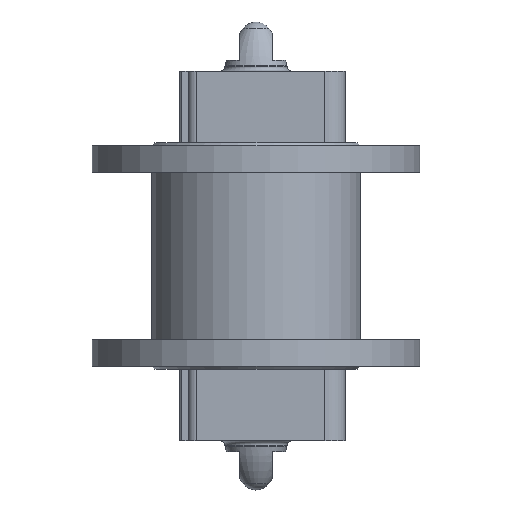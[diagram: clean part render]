
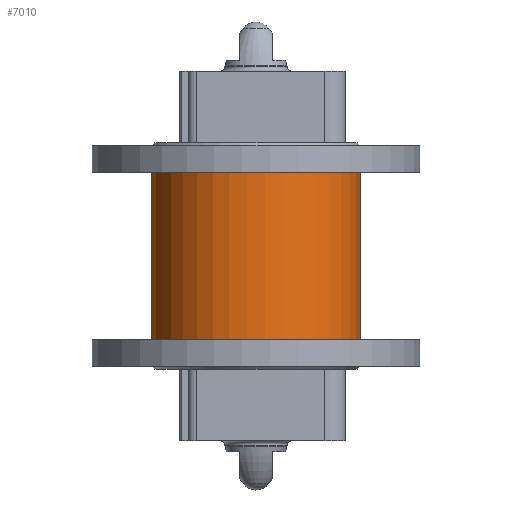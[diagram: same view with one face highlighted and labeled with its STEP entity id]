
A CAD part, front view. The second image highlights one B-rep face of the part: STEP entity #7010.
In plain terms, the highlighted cylindrical face has radius 70 mm (diameter 140 mm), a partial arc.
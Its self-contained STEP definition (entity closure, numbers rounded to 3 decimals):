
#257=CIRCLE('',#7553,70.);
#266=CIRCLE('',#7563,70.);
#561=CYLINDRICAL_SURFACE('',#7589,70.);
#901=ORIENTED_EDGE('',*,*,#2741,.F.);
#902=ORIENTED_EDGE('',*,*,#2707,.F.);
#903=ORIENTED_EDGE('',*,*,#2742,.F.);
#904=ORIENTED_EDGE('',*,*,#2696,.T.);
#2696=EDGE_CURVE('',#3611,#3610,#257,.T.);
#2707=EDGE_CURVE('',#3620,#3621,#266,.T.);
#2741=EDGE_CURVE('',#3621,#3610,#4329,.F.);
#2742=EDGE_CURVE('',#3611,#3620,#4330,.T.);
#3610=VERTEX_POINT('',#10713);
#3611=VERTEX_POINT('',#10715);
#3620=VERTEX_POINT('',#10736);
#3621=VERTEX_POINT('',#10737);
#4329=LINE('',#10800,#4919);
#4330=LINE('',#10801,#4920);
#4919=VECTOR('',#8592,1000.);
#4920=VECTOR('',#8593,1000.);
#5448=EDGE_LOOP('',(#901,#902,#903,#904));
#6118=FACE_BOUND('',#5448,.T.);
#7010=ADVANCED_FACE('',(#6118),#561,.T.);
#7553=AXIS2_PLACEMENT_3D('',#10714,#8504,#8505);
#7563=AXIS2_PLACEMENT_3D('',#10735,#8526,#8527);
#7589=AXIS2_PLACEMENT_3D('',#10799,#8590,#8591);
#8504=DIRECTION('',(0.,0.,-1.));
#8505=DIRECTION('',(-1.,0.,0.));
#8526=DIRECTION('',(0.,0.,-1.));
#8527=DIRECTION('',(-1.,0.,0.));
#8590=DIRECTION('',(0.,0.,-1.));
#8591=DIRECTION('',(-1.,0.,0.));
#8592=DIRECTION('',(0.,0.,-1.));
#8593=DIRECTION('',(0.,0.,-1.));
#10713=CARTESIAN_POINT('',(-21.5,66.616,56.));
#10714=CARTESIAN_POINT('',(0.,0.,56.));
#10715=CARTESIAN_POINT('',(21.5,66.616,56.));
#10735=CARTESIAN_POINT('',(0.,0.,-56.));
#10736=CARTESIAN_POINT('',(21.5,66.616,-56.));
#10737=CARTESIAN_POINT('',(-21.5,66.616,-56.));
#10799=CARTESIAN_POINT('',(0.,0.,-76.));
#10800=CARTESIAN_POINT('',(-21.5,66.616,-76.));
#10801=CARTESIAN_POINT('',(21.5,66.616,-76.));
